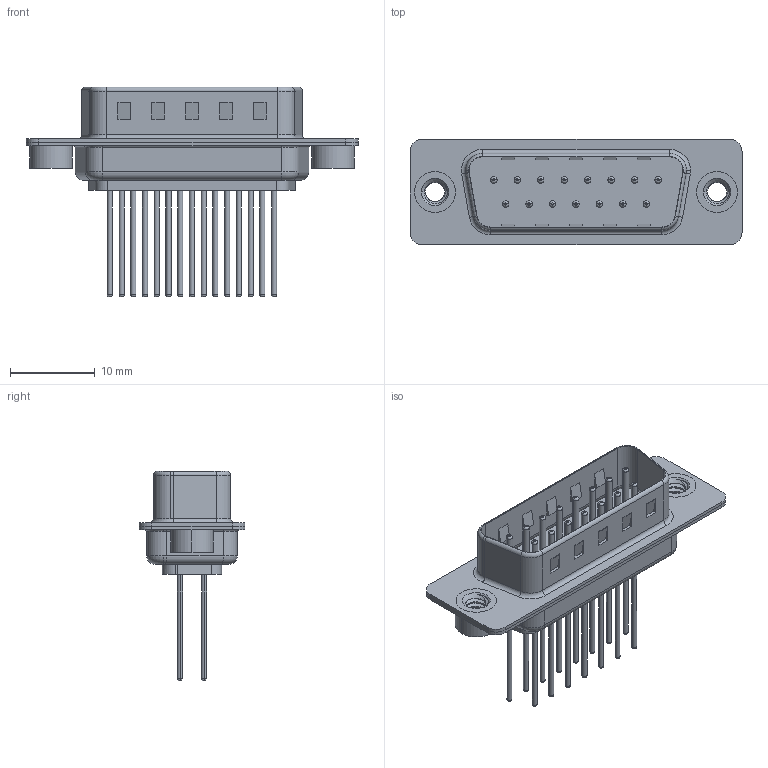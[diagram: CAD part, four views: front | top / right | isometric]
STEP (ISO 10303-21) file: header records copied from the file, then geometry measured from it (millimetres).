
FILE_DESCRIPTION (( 'STEP AP203' ), '1' );
FILE_NAME ('627-M15-223-WT2.STEP', '2020-07-16T23:58:47', ( '' ), ( '' ), 'SwSTEP 2.0', 'SolidWorks 2020', '' );
FILE_SCHEMA (( 'CONFIG_CONTROL_DESIGN' ));
Length unit declared in the file: millimetre
Products named in the file (7): 627M Shell Rear_15 Contacts; 627M 4-40 Threaded Rivet; 627-M15-223-WT2; 627M Contact Row 2_23; 627M Housing_15 Contacts; 627M Contact Row 1_23; 627M Shell Front_15 Contacts
Assembly tree (20 placements, depth 2):
  627-M15-223-WT2
    627M Housing_15 Contacts
    627M Shell Front_15 Contacts
    627M Shell Rear_15 Contacts
    627M Contact Row 1_23  x8
    627M Contact Row 2_23  x7
    627M 4-40 Threaded Rivet  x2
Bounding box: 39.2 x 12.5 x 24.77 mm (x, y, z)
Volume: 1872.5 mm3; surface area: 5002.6 mm2
Topology: 20 solids, 20 shells, 895 faces, 1967 edges, 1198 vertices
Faces by surface type: cylinder 343, torus 290, plane 244, cone 12, bspline 6
Entity records: 16847 total; most frequent: CARTESIAN_POINT 3931, DIRECTION 2678, ORIENTED_EDGE 2316, EDGE_CURVE 1158, AXIS2_PLACEMENT_3D 1062, VERTEX_POINT 730, EDGE_LOOP 594, CIRCLE 557
